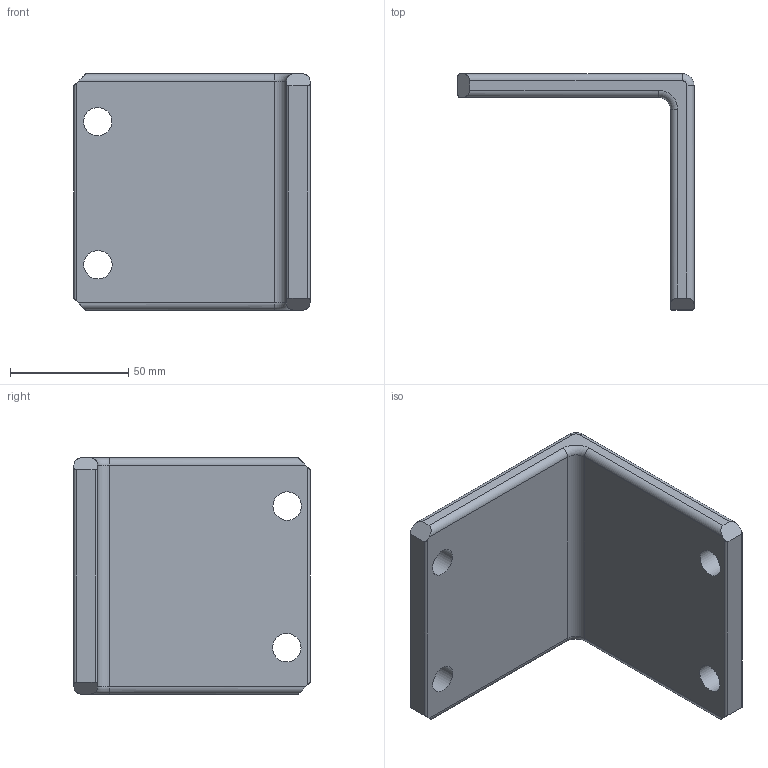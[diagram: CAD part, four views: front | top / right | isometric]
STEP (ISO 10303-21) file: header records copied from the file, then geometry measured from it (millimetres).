
FILE_DESCRIPTION(('FreeCAD Model'),'2;1');
FILE_NAME('R21.step','2018-01-26T16:17:30',( 'Author'),(''),'Open CASCADE STEP processor 7.1','FreeCAD','Unknown' );
FILE_SCHEMA(('AUTOMOTIVE_DESIGN { 1 0 10303 214 1 1 1 1 }'));
Length unit declared in the file: millimetre
Products named in the file (1): Fillet004
Bounding box: 100 x 100 x 100 mm (x, y, z)
Volume: 183486.4 mm3; surface area: 42666.7 mm2
Topology: 1 solids, 1 shells, 34 faces, 88 edges, 56 vertices
Faces by surface type: cylinder 18, plane 12, torus 2, revolution 2
Full cylindrical faces by diameter (mm): 11.969 x1, 12.011 x1, 12.074 x1, 12.092 x1
Entity records: 2622 total; most frequent: CARTESIAN_POINT 643, DIRECTION 320, ORIENTED_EDGE 176, PCURVE 176, DEFINITIONAL_REPRESENTATION 176, LINE 164, VECTOR 164, EDGE_CURVE 88
